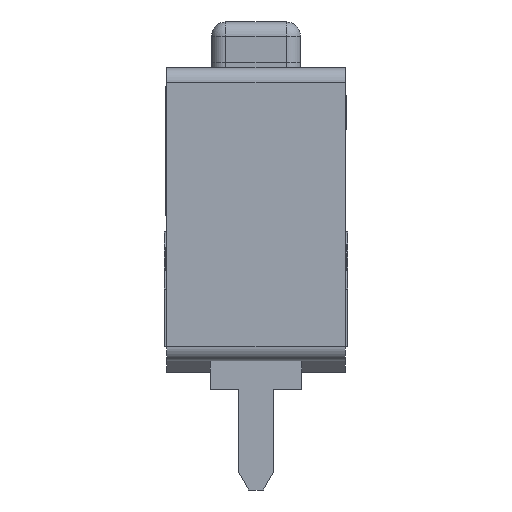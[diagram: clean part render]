
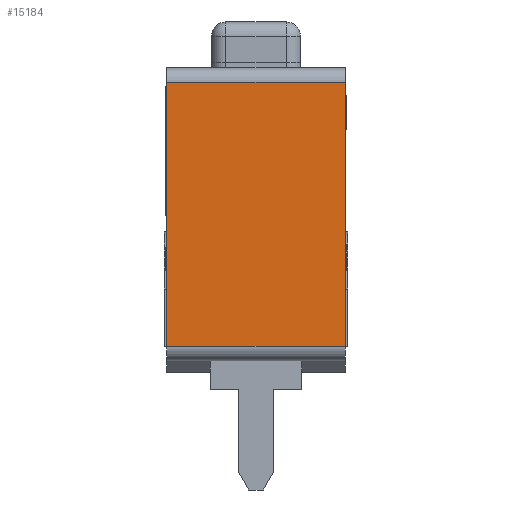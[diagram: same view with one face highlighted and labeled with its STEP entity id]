
A CAD part, left-side view. The second image highlights one B-rep face of the part: STEP entity #15184.
In plain terms, the highlighted planar face has unit normal (-1, 0, 0).
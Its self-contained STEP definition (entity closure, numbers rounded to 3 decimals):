
#215=LINE('',#21065,#1259);
#249=LINE('',#22466,#1293);
#301=LINE('',#23659,#1345);
#302=LINE('',#23660,#1346);
#1259=VECTOR('',#17119,1000.);
#1293=VECTOR('',#17171,1000.);
#1345=VECTOR('',#17285,1000.);
#1346=VECTOR('',#17286,1000.);
#3114=ORIENTED_EDGE('',*,*,#7243,.F.);
#3115=ORIENTED_EDGE('',*,*,#7786,.T.);
#3116=ORIENTED_EDGE('',*,*,#7533,.T.);
#3117=ORIENTED_EDGE('',*,*,#7787,.T.);
#7243=EDGE_CURVE('',#9594,#9595,#215,.T.);
#7533=EDGE_CURVE('',#9885,#9884,#249,.T.);
#7786=EDGE_CURVE('',#9594,#9885,#301,.F.);
#7787=EDGE_CURVE('',#9884,#9595,#302,.T.);
#9594=VERTEX_POINT('',#21064);
#9595=VERTEX_POINT('',#21066);
#9884=VERTEX_POINT('',#22465);
#9885=VERTEX_POINT('',#22467);
#12337=EDGE_LOOP('',(#3114,#3115,#3116,#3117));
#13415=FACE_BOUND('',#12337,.T.);
#14392=PLANE('',#16180);
#15184=ADVANCED_FACE('',(#13415),#14392,.T.);
#16180=AXIS2_PLACEMENT_3D('',#23658,#17283,#17284);
#17119=DIRECTION('',(0.,0.,1.));
#17171=DIRECTION('',(0.,0.,1.));
#17283=DIRECTION('',(-1.,0.,0.));
#17284=DIRECTION('',(0.,0.,1.));
#17285=DIRECTION('',(0.,1.,0.));
#17286=DIRECTION('',(0.,1.,0.));
#21064=CARTESIAN_POINT('',(-9.9,3.1,-4.6));
#21065=CARTESIAN_POINT('',(-9.9,3.1,-5.1));
#21066=CARTESIAN_POINT('',(-9.9,3.1,4.6));
#22465=CARTESIAN_POINT('',(-9.9,-3.1,4.6));
#22466=CARTESIAN_POINT('',(-9.9,-3.1,-5.1));
#22467=CARTESIAN_POINT('',(-9.9,-3.1,-4.6));
#23658=CARTESIAN_POINT('',(-9.9,-3.1,-5.1));
#23659=CARTESIAN_POINT('',(-9.9,-3.1,-4.6));
#23660=CARTESIAN_POINT('',(-9.9,-3.1,4.6));
